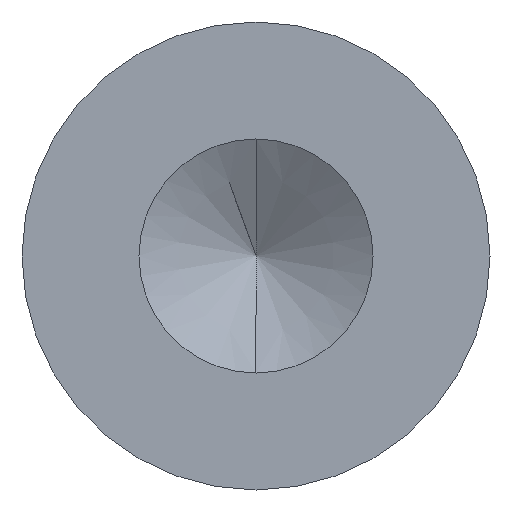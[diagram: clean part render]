
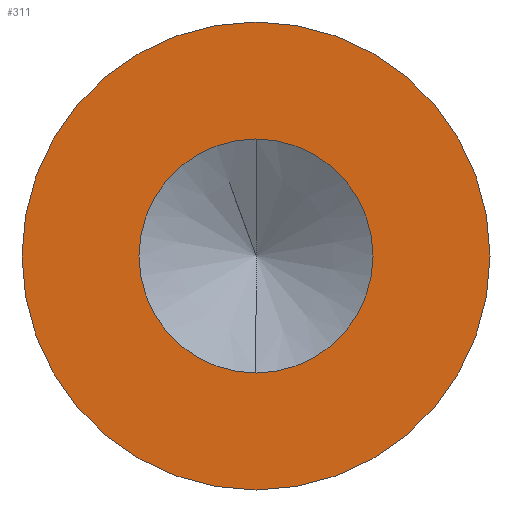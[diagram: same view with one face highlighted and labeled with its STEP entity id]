
A CAD part, front view. The second image highlights one B-rep face of the part: STEP entity #311.
In plain terms, the highlighted planar face has unit normal (0, -1, 0).
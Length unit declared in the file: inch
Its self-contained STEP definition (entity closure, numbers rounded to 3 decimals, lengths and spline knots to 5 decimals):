
#2 = AXIS2_PLACEMENT_3D ( 'NONE', #138, #142, #143 ) ;
#4 = AXIS2_PLACEMENT_3D ( 'NONE', #144, #145, #146 ) ;
#10 = AXIS2_PLACEMENT_3D ( 'NONE', #171, #172, #173 ) ;
#13 = AXIS2_PLACEMENT_3D ( 'NONE', #159, #166, #167 ) ;
#38 = AXIS2_PLACEMENT_3D ( 'NONE', #212, #213, #214 ) ;
#47 = ORIENTED_EDGE ( 'NONE', *, *, #292, .F. ) ;
#50 = ORIENTED_EDGE ( 'NONE', *, *, #281, .F. ) ;
#78 = ORIENTED_EDGE ( 'NONE', *, *, #282, .T. ) ;
#86 = VERTEX_POINT ( 'NONE', #100 ) ;
#88 = VERTEX_POINT ( 'NONE', #102 ) ;
#89 = VERTEX_POINT ( 'NONE', #103 ) ;
#90 = VERTEX_POINT ( 'NONE', #104 ) ;
#100 = CARTESIAN_POINT ( 'NONE',  ( 0., -0.5, 0.0625 ) ) ;
#102 = CARTESIAN_POINT ( 'NONE',  ( 0., -0.5, -0.125 ) ) ;
#103 = CARTESIAN_POINT ( 'NONE',  ( 0., -0.5, 0.125 ) ) ;
#104 = CARTESIAN_POINT ( 'NONE',  ( 0., -0.5, -0.0625 ) ) ;
#138 = CARTESIAN_POINT ( 'NONE',  ( 0., -0.5, 0. ) ) ;
#142 = DIRECTION ( 'NONE',  ( 0., -1., 0. ) ) ;
#143 = DIRECTION ( 'NONE',  ( 0., 0., -1. ) ) ;
#144 = CARTESIAN_POINT ( 'NONE',  ( 0., -0.5, 0. ) ) ;
#145 = DIRECTION ( 'NONE',  ( 0., -1., 0. ) ) ;
#146 = DIRECTION ( 'NONE',  ( 0., 0., -1. ) ) ;
#159 = CARTESIAN_POINT ( 'NONE',  ( 0., -0.5, 0. ) ) ;
#166 = DIRECTION ( 'NONE',  ( 0., -1., 0. ) ) ;
#167 = DIRECTION ( 'NONE',  ( 0., 0., -1. ) ) ;
#171 = CARTESIAN_POINT ( 'NONE',  ( 0., -0.5, 0. ) ) ;
#172 = DIRECTION ( 'NONE',  ( 0., -1., 0. ) ) ;
#173 = DIRECTION ( 'NONE',  ( 0., 0., -1. ) ) ;
#211 = PLANE ( 'NONE',  #38 ) ;
#212 = CARTESIAN_POINT ( 'NONE',  ( 0., -0.5, 0. ) ) ;
#213 = DIRECTION ( 'NONE',  ( 0., 1., 0. ) ) ;
#214 = DIRECTION ( 'NONE',  ( 0., 0., -1. ) ) ;
#252 = ORIENTED_EDGE ( 'NONE', *, *, #290, .T. ) ;
#259 = EDGE_LOOP ( 'NONE', ( #47, #50 ) ) ;
#267 = EDGE_LOOP ( 'NONE', ( #78, #252 ) ) ;
#281 = EDGE_CURVE ( 'NONE', #86, #90, #318, .T. ) ;
#282 = EDGE_CURVE ( 'NONE', #88, #89, #319, .T. ) ;
#290 = EDGE_CURVE ( 'NONE', #89, #88, #321, .T. ) ;
#292 = EDGE_CURVE ( 'NONE', #90, #86, #322, .T. ) ;
#311 = ADVANCED_FACE ( 'NONE', ( #324, #342 ), #211, .F. ) ;
#318 = CIRCLE ( 'NONE', #2, 0.0625 ) ;
#319 = CIRCLE ( 'NONE', #4, 0.125 ) ;
#321 = CIRCLE ( 'NONE', #13, 0.125 ) ;
#322 = CIRCLE ( 'NONE', #10, 0.0625 ) ;
#324 = FACE_OUTER_BOUND ( 'NONE', #267, .T. ) ;
#342 = FACE_BOUND ( 'NONE', #259, .T. ) ;
